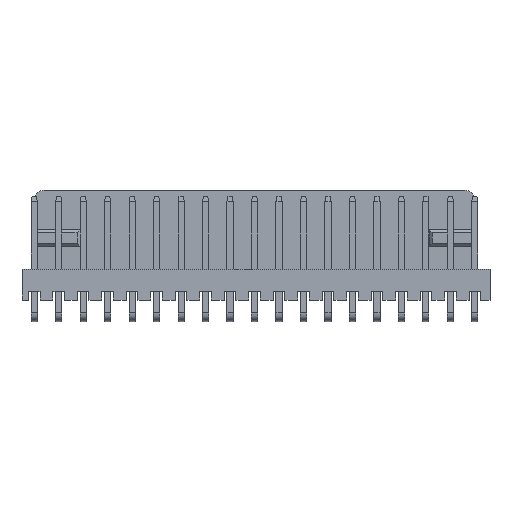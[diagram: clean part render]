
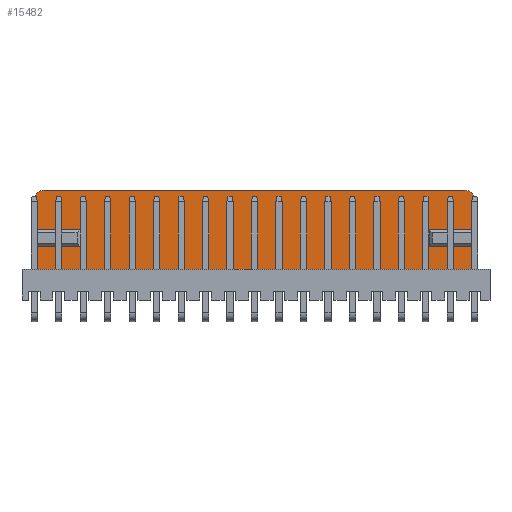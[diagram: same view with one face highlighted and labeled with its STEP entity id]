
A CAD part, top view. The second image highlights one B-rep face of the part: STEP entity #15482.
In plain terms, the highlighted planar face has unit normal (0, 0, 1).
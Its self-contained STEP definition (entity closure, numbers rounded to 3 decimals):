
#3 = EDGE_CURVE ( 'NONE', #16265, #16347, #14224, .T. ) ;
#8 = EDGE_CURVE ( 'NONE', #16339, #16250, #14232, .T. ) ;
#35 = EDGE_CURVE ( 'NONE', #16250, #16312, #1452, .T. ) ;
#36 = EDGE_CURVE ( 'NONE', #16190, #16312, #1454, .T. ) ;
#37 = EDGE_CURVE ( 'NONE', #16310, #16190, #1450, .T. ) ;
#38 = EDGE_CURVE ( 'NONE', #16255, #16310, #1456, .T. ) ;
#39 = EDGE_CURVE ( 'NONE', #16255, #16183, #1458, .T. ) ;
#40 = EDGE_CURVE ( 'NONE', #16265, #16183, #1462, .T. ) ;
#649 = EDGE_CURVE ( 'NONE', #16345, #16347, #2534, .T. ) ;
#653 = EDGE_CURVE ( 'NONE', #13345, #16339, #2546, .T. ) ;
#654 = EDGE_CURVE ( 'NONE', #16345, #13346, #2548, .T. ) ;
#1450 = LINE ( 'NONE', #13482, #1459 ) ;
#1452 = LINE ( 'NONE', #13510, #1455 ) ;
#1454 = LINE ( 'NONE', #13512, #1457 ) ;
#1455 = VECTOR ( 'NONE', #13511, 1000. ) ;
#1456 = LINE ( 'NONE', #13507, #1461 ) ;
#1457 = VECTOR ( 'NONE', #13514, 1000. ) ;
#1458 = LINE ( 'NONE', #13513, #1463 ) ;
#1459 = VECTOR ( 'NONE', #13515, 1000. ) ;
#1461 = VECTOR ( 'NONE', #13517, 1000. ) ;
#1462 = CIRCLE ( 'NONE', #14593, 1. ) ;
#1463 = VECTOR ( 'NONE', #13519, 1000. ) ;
#2534 = CIRCLE ( 'NONE', #14602, 1. ) ;
#2546 = LINE ( 'NONE', #3090, #2549 ) ;
#2548 = LINE ( 'NONE', #3092, #2551 ) ;
#2549 = VECTOR ( 'NONE', #3091, 1000. ) ;
#2551 = VECTOR ( 'NONE', #3093, 1000. ) ;
#3082 = CARTESIAN_POINT ( 'NONE',  ( -8.538, 3.823, 0.86 ) ) ;
#3083 = DIRECTION ( 'NONE',  ( 0., 0., -1. ) ) ;
#3084 = DIRECTION ( 'NONE',  ( 1., 0., 0. ) ) ;
#3090 = CARTESIAN_POINT ( 'NONE',  ( -9.538, -3.377, 0.86 ) ) ;
#3091 = DIRECTION ( 'NONE',  ( 0., -1., 0. ) ) ;
#3092 = CARTESIAN_POINT ( 'NONE',  ( -9.538, -3.377, 0.86 ) ) ;
#3093 = DIRECTION ( 'NONE',  ( 0., -1., 0. ) ) ;
#7149 = LINE ( 'NONE', #9811, #7152 ) ;
#7152 = VECTOR ( 'NONE', #9813, 1000. ) ;
#7153 = LINE ( 'NONE', #9816, #7156 ) ;
#7155 = LINE ( 'NONE', #9812, #7160 ) ;
#7156 = VECTOR ( 'NONE', #9818, 1000. ) ;
#7160 = VECTOR ( 'NONE', #9821, 1000. ) ;
#8162 = AXIS2_PLACEMENT_3D ( 'NONE', #11060, #11069, #11070 ) ;
#9217 = CARTESIAN_POINT ( 'NONE',  ( -4.828, -0.977, 0.86 ) ) ;
#9436 = CARTESIAN_POINT ( 'NONE',  ( -9.538, -0.977, 0.86 ) ) ;
#9437 = CARTESIAN_POINT ( 'NONE',  ( -9.538, 0.723, 0.86 ) ) ;
#9482 = CARTESIAN_POINT ( 'NONE',  ( -4.828, 0.723, 0.86 ) ) ;
#9811 = CARTESIAN_POINT ( 'NONE',  ( -9.538, -0.977, 0.86 ) ) ;
#9812 = CARTESIAN_POINT ( 'NONE',  ( -9.538, 0.723, 0.86 ) ) ;
#9813 = DIRECTION ( 'NONE',  ( 1., 0., 0. ) ) ;
#9816 = CARTESIAN_POINT ( 'NONE',  ( -4.828, 0.723, 0.86 ) ) ;
#9818 = DIRECTION ( 'NONE',  ( 0., 1., 0. ) ) ;
#9821 = DIRECTION ( 'NONE',  ( -1., 0., 0. ) ) ;
#10638 = FACE_OUTER_BOUND ( 'NONE', #15306, .T. ) ;
#11060 = CARTESIAN_POINT ( 'NONE',  ( -9.538, 0.723, 0.86 ) ) ;
#11067 = PLANE ( 'NONE',  #8162 ) ;
#11069 = DIRECTION ( 'NONE',  ( 0., 0., -1. ) ) ;
#11070 = DIRECTION ( 'NONE',  ( -1., 0., 0. ) ) ;
#11989 = CARTESIAN_POINT ( 'NONE',  ( 36.122, 3.823, 0.86 ) ) ;
#11996 = CARTESIAN_POINT ( 'NONE',  ( 31.412, -0.977, 0.86 ) ) ;
#12056 = CARTESIAN_POINT ( 'NONE',  ( 36.122, -3.377, 0.86 ) ) ;
#12061 = CARTESIAN_POINT ( 'NONE',  ( 36.122, 0.723, 0.86 ) ) ;
#12071 = CARTESIAN_POINT ( 'NONE',  ( 35.122, 4.823, 0.86 ) ) ;
#12116 = CARTESIAN_POINT ( 'NONE',  ( 31.412, 0.723, 0.86 ) ) ;
#12118 = CARTESIAN_POINT ( 'NONE',  ( 36.122, -0.977, 0.86 ) ) ;
#12145 = CARTESIAN_POINT ( 'NONE',  ( -9.538, -3.377, 0.86 ) ) ;
#12151 = CARTESIAN_POINT ( 'NONE',  ( -9.538, 3.823, 0.86 ) ) ;
#12153 = CARTESIAN_POINT ( 'NONE',  ( -8.538, 4.823, 0.86 ) ) ;
#13126 = VERTEX_POINT ( 'NONE', #9217 ) ;
#13345 = VERTEX_POINT ( 'NONE', #9436 ) ;
#13346 = VERTEX_POINT ( 'NONE', #9437 ) ;
#13391 = VERTEX_POINT ( 'NONE', #9482 ) ;
#13445 = CARTESIAN_POINT ( 'NONE',  ( -8.538, 4.823, 0.86 ) ) ;
#13448 = DIRECTION ( 'NONE',  ( -1., 0., 0. ) ) ;
#13452 = CARTESIAN_POINT ( 'NONE',  ( -10.858, -3.377, 0.86 ) ) ;
#13457 = DIRECTION ( 'NONE',  ( 1., 0., 0. ) ) ;
#13482 = CARTESIAN_POINT ( 'NONE',  ( 31.412, 0.723, 0.86 ) ) ;
#13507 = CARTESIAN_POINT ( 'NONE',  ( -12.078, 0.723, 0.86 ) ) ;
#13510 = CARTESIAN_POINT ( 'NONE',  ( 36.122, 3.823, 0.86 ) ) ;
#13511 = DIRECTION ( 'NONE',  ( 0., 1., 0. ) ) ;
#13512 = CARTESIAN_POINT ( 'NONE',  ( -12.078, -0.977, 0.86 ) ) ;
#13513 = CARTESIAN_POINT ( 'NONE',  ( 36.122, 3.823, 0.86 ) ) ;
#13514 = DIRECTION ( 'NONE',  ( 1., 0., 0. ) ) ;
#13515 = DIRECTION ( 'NONE',  ( 0., -1., 0. ) ) ;
#13517 = DIRECTION ( 'NONE',  ( -1., 0., 0. ) ) ;
#13519 = DIRECTION ( 'NONE',  ( 0., 1., 0. ) ) ;
#13522 = CARTESIAN_POINT ( 'NONE',  ( 35.122, 3.823, 0.86 ) ) ;
#13523 = DIRECTION ( 'NONE',  ( 0., 0., -1. ) ) ;
#13524 = DIRECTION ( 'NONE',  ( 1., 0., 0. ) ) ;
#13937 = ORIENTED_EDGE ( 'NONE', *, *, #8, .T. ) ;
#13938 = ORIENTED_EDGE ( 'NONE', *, *, #35, .T. ) ;
#13939 = ORIENTED_EDGE ( 'NONE', *, *, #36, .F. ) ;
#13940 = ORIENTED_EDGE ( 'NONE', *, *, #37, .F. ) ;
#13941 = ORIENTED_EDGE ( 'NONE', *, *, #38, .F. ) ;
#13942 = ORIENTED_EDGE ( 'NONE', *, *, #39, .T. ) ;
#13943 = ORIENTED_EDGE ( 'NONE', *, *, #40, .F. ) ;
#13944 = ORIENTED_EDGE ( 'NONE', *, *, #3, .T. ) ;
#13945 = ORIENTED_EDGE ( 'NONE', *, *, #649, .F. ) ;
#13946 = ORIENTED_EDGE ( 'NONE', *, *, #654, .T. ) ;
#13947 = ORIENTED_EDGE ( 'NONE', *, *, #14371, .F. ) ;
#13948 = ORIENTED_EDGE ( 'NONE', *, *, #14369, .F. ) ;
#13949 = ORIENTED_EDGE ( 'NONE', *, *, #14367, .F. ) ;
#13950 = ORIENTED_EDGE ( 'NONE', *, *, #653, .T. ) ;
#14224 = LINE ( 'NONE', #13445, #14227 ) ;
#14227 = VECTOR ( 'NONE', #13448, 1000. ) ;
#14232 = LINE ( 'NONE', #13452, #14237 ) ;
#14237 = VECTOR ( 'NONE', #13457, 1000. ) ;
#14367 = EDGE_CURVE ( 'NONE', #13345, #13126, #7149, .T. ) ;
#14369 = EDGE_CURVE ( 'NONE', #13126, #13391, #7153, .T. ) ;
#14371 = EDGE_CURVE ( 'NONE', #13391, #13346, #7155, .T. ) ;
#14593 = AXIS2_PLACEMENT_3D ( 'NONE', #13522, #13523, #13524 ) ;
#14602 = AXIS2_PLACEMENT_3D ( 'NONE', #3082, #3083, #3084 ) ;
#15306 = EDGE_LOOP ( 'NONE', ( #13937, #13938, #13939, #13940, #13941, #13942, #13943, #13944, #13945, #13946, #13947, #13948, #13949, #13950 ) ) ;
#15482 = ADVANCED_FACE ( 'NONE', ( #10638 ), #11067, .F. ) ;
#16183 = VERTEX_POINT ( 'NONE', #11989 ) ;
#16190 = VERTEX_POINT ( 'NONE', #11996 ) ;
#16250 = VERTEX_POINT ( 'NONE', #12056 ) ;
#16255 = VERTEX_POINT ( 'NONE', #12061 ) ;
#16265 = VERTEX_POINT ( 'NONE', #12071 ) ;
#16310 = VERTEX_POINT ( 'NONE', #12116 ) ;
#16312 = VERTEX_POINT ( 'NONE', #12118 ) ;
#16339 = VERTEX_POINT ( 'NONE', #12145 ) ;
#16345 = VERTEX_POINT ( 'NONE', #12151 ) ;
#16347 = VERTEX_POINT ( 'NONE', #12153 ) ;
